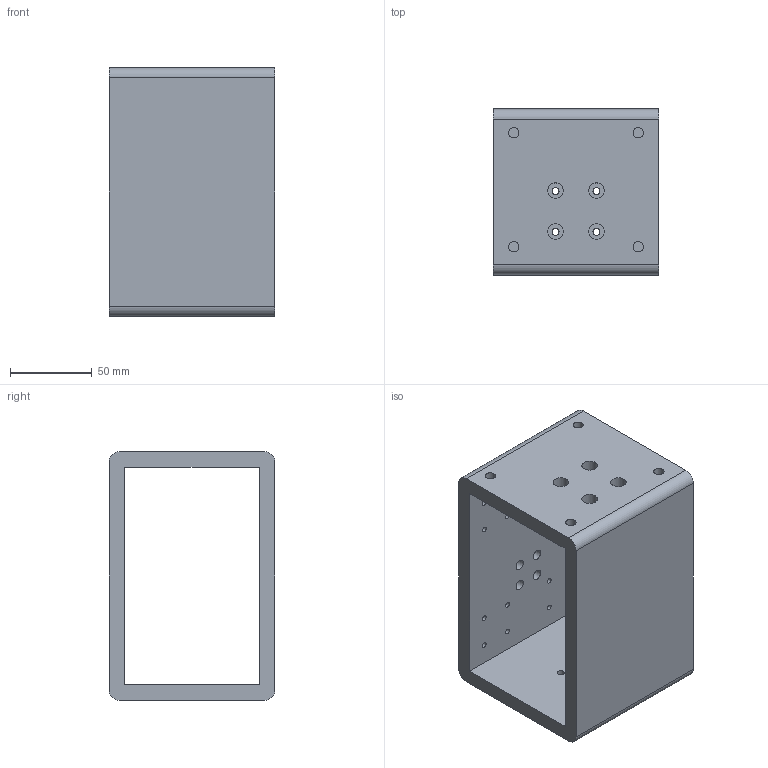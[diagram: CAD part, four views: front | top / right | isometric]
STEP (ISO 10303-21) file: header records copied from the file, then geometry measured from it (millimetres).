
FILE_DESCRIPTION(/* description */ (''),/* implementation_level */ '2;1');
FILE_NAME(/* name */ '4in x 6in Steel Rectangular Tubing 4in long Machined.stp',/* time_stamp */ '2021-11-21T21:40:50-05:00',/* author */ ('Coy'),/* organization */ (''),/* preprocessor_version */ 'ST-DEVELOPER v18.1',/* originating_system */ 'Autodesk Inventor 2022',/* authorisation */ '');
FILE_SCHEMA (('AUTOMOTIVE_DESIGN { 1 0 10303 214 3 1 1 }'));
Length unit declared in the file: inch
Products named in the file (1): 4in x 6in Steel Rectangular Tubing 4in long
Bounding box: 101.6 x 101.6 x 152.4 mm (x, y, z)
Volume: 444342.8 mm3; surface area: 106508.5 mm2
Topology: 1 solids, 1 shells, 46 faces, 132 edges, 88 vertices
Faces by surface type: cylinder 36, plane 10
Full cylindrical faces by diameter (mm): 3.2 x16, 4.2 x4, 6.35 x8, 9.525 x4
Entity records: 1723 total; most frequent: DIRECTION 298, CARTESIAN_POINT 267, ORIENTED_EDGE 264, EDGE_CURVE 132, AXIS2_PLACEMENT_3D 119, EDGE_LOOP 112, VERTEX_POINT 88, CIRCLE 72
